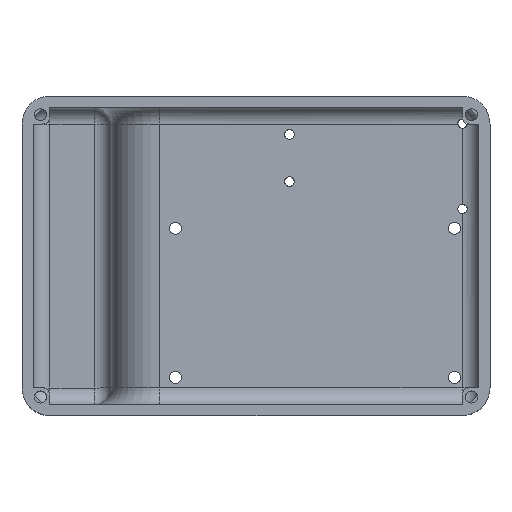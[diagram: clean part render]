
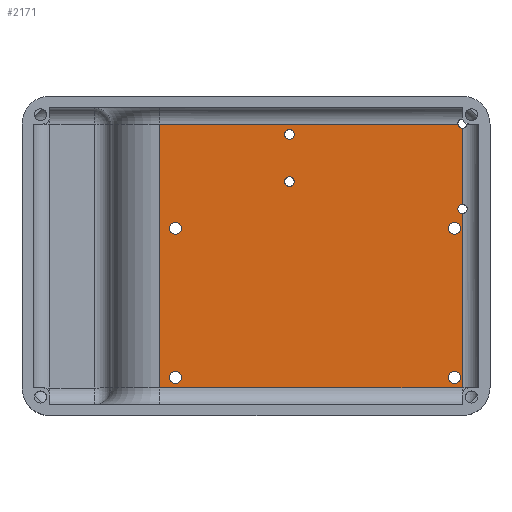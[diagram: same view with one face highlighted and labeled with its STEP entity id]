
A CAD part, top view. The second image highlights one B-rep face of the part: STEP entity #2171.
In plain terms, the highlighted planar face has unit normal (0, 0, 1).
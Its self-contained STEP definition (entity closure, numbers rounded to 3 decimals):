
#31=FACE_BOUND('',#273,.T.);
#32=FACE_BOUND('',#274,.T.);
#33=FACE_BOUND('',#275,.T.);
#34=FACE_BOUND('',#276,.T.);
#35=FACE_BOUND('',#277,.T.);
#36=FACE_BOUND('',#278,.T.);
#94=PLANE('',#2319);
#152=FACE_OUTER_BOUND('',#272,.T.);
#272=EDGE_LOOP('',(#1490,#1491,#1492,#1493,#1494,#1495,#1496));
#273=EDGE_LOOP('',(#1497));
#274=EDGE_LOOP('',(#1498));
#275=EDGE_LOOP('',(#1499));
#276=EDGE_LOOP('',(#1500));
#277=EDGE_LOOP('',(#1501));
#278=EDGE_LOOP('',(#1502));
#455=LINE('',#3457,#618);
#456=LINE('',#3460,#619);
#457=LINE('',#3462,#620);
#458=LINE('',#3463,#621);
#459=LINE('',#3464,#622);
#618=VECTOR('',#2619,10.);
#619=VECTOR('',#2622,10.);
#620=VECTOR('',#2623,10.);
#621=VECTOR('',#2624,10.);
#622=VECTOR('',#2625,10.);
#782=CIRCLE('',#2311,1.25);
#784=CIRCLE('',#2314,1.25);
#788=CIRCLE('',#2320,1.625);
#789=CIRCLE('',#2321,1.625);
#790=CIRCLE('',#2322,1.625);
#791=CIRCLE('',#2323,1.625);
#792=CIRCLE('',#2324,1.27);
#793=CIRCLE('',#2325,1.27);
#934=VERTEX_POINT('',#3313);
#935=VERTEX_POINT('',#3326);
#942=VERTEX_POINT('',#3393);
#944=VERTEX_POINT('',#3407);
#950=VERTEX_POINT('',#3455);
#951=VERTEX_POINT('',#3459);
#952=VERTEX_POINT('',#3461);
#953=VERTEX_POINT('',#3465);
#954=VERTEX_POINT('',#3467);
#955=VERTEX_POINT('',#3469);
#956=VERTEX_POINT('',#3471);
#957=VERTEX_POINT('',#3473);
#958=VERTEX_POINT('',#3475);
#1138=EDGE_CURVE('',#935,#934,#782,.T.);
#1148=EDGE_CURVE('',#944,#942,#784,.T.);
#1157=EDGE_CURVE('',#934,#950,#455,.T.);
#1158=EDGE_CURVE('',#950,#951,#456,.T.);
#1159=EDGE_CURVE('',#951,#952,#457,.T.);
#1160=EDGE_CURVE('',#952,#944,#458,.T.);
#1161=EDGE_CURVE('',#942,#935,#459,.T.);
#1162=EDGE_CURVE('',#953,#953,#788,.T.);
#1163=EDGE_CURVE('',#954,#954,#789,.T.);
#1164=EDGE_CURVE('',#955,#955,#790,.T.);
#1165=EDGE_CURVE('',#956,#956,#791,.T.);
#1166=EDGE_CURVE('',#957,#957,#792,.T.);
#1167=EDGE_CURVE('',#958,#958,#793,.T.);
#1490=ORIENTED_EDGE('',*,*,#1138,.T.);
#1491=ORIENTED_EDGE('',*,*,#1157,.T.);
#1492=ORIENTED_EDGE('',*,*,#1158,.T.);
#1493=ORIENTED_EDGE('',*,*,#1159,.T.);
#1494=ORIENTED_EDGE('',*,*,#1160,.T.);
#1495=ORIENTED_EDGE('',*,*,#1148,.T.);
#1496=ORIENTED_EDGE('',*,*,#1161,.T.);
#1497=ORIENTED_EDGE('',*,*,#1162,.T.);
#1498=ORIENTED_EDGE('',*,*,#1163,.T.);
#1499=ORIENTED_EDGE('',*,*,#1164,.T.);
#1500=ORIENTED_EDGE('',*,*,#1165,.T.);
#1501=ORIENTED_EDGE('',*,*,#1166,.T.);
#1502=ORIENTED_EDGE('',*,*,#1167,.T.);
#2171=ADVANCED_FACE('',(#152,#31,#32,#33,#34,#35,#36),#94,.F.);
#2311=AXIS2_PLACEMENT_3D('',#3327,#2600,#2601);
#2314=AXIS2_PLACEMENT_3D('',#3408,#2607,#2608);
#2319=AXIS2_PLACEMENT_3D('',#3458,#2620,#2621);
#2320=AXIS2_PLACEMENT_3D('',#3466,#2626,#2627);
#2321=AXIS2_PLACEMENT_3D('',#3468,#2628,#2629);
#2322=AXIS2_PLACEMENT_3D('',#3470,#2630,#2631);
#2323=AXIS2_PLACEMENT_3D('',#3472,#2632,#2633);
#2324=AXIS2_PLACEMENT_3D('',#3474,#2634,#2635);
#2325=AXIS2_PLACEMENT_3D('',#3476,#2636,#2637);
#2600=DIRECTION('center_axis',(0.,0.,-1.));
#2601=DIRECTION('ref_axis',(-1.,0.,0.));
#2607=DIRECTION('center_axis',(0.,0.,-1.));
#2608=DIRECTION('ref_axis',(-1.,0.,0.));
#2619=DIRECTION('',(-1.,0.,0.));
#2620=DIRECTION('center_axis',(0.,0.,-1.));
#2621=DIRECTION('ref_axis',(-1.,0.,0.));
#2622=DIRECTION('',(0.,-1.,0.));
#2623=DIRECTION('',(1.,0.,0.));
#2624=DIRECTION('',(0.,1.,0.));
#2625=DIRECTION('',(0.,1.,0.));
#2626=DIRECTION('center_axis',(0.,0.,-1.));
#2627=DIRECTION('ref_axis',(-1.,0.,0.));
#2628=DIRECTION('center_axis',(0.,0.,-1.));
#2629=DIRECTION('ref_axis',(-1.,0.,0.));
#2630=DIRECTION('center_axis',(0.,0.,-1.));
#2631=DIRECTION('ref_axis',(-1.,0.,0.));
#2632=DIRECTION('center_axis',(0.,0.,-1.));
#2633=DIRECTION('ref_axis',(-1.,0.,0.));
#2634=DIRECTION('center_axis',(0.,0.,-1.));
#2635=DIRECTION('ref_axis',(-1.,0.,0.));
#2636=DIRECTION('center_axis',(0.,0.,-1.));
#2637=DIRECTION('ref_axis',(-1.,0.,0.));
#3313=CARTESIAN_POINT('',(117.352,78.5,23.));
#3326=CARTESIAN_POINT('',(118.5,77.404,23.));
#3327=CARTESIAN_POINT('Origin',(118.593,78.651,23.));
#3393=CARTESIAN_POINT('',(118.5,56.897,23.));
#3407=CARTESIAN_POINT('',(118.5,54.404,23.));
#3408=CARTESIAN_POINT('Origin',(118.593,55.651,23.));
#3455=CARTESIAN_POINT('',(37.,78.5,23.));
#3457=CARTESIAN_POINT('',(94.5,78.5,23.));
#3458=CARTESIAN_POINT('Origin',(126.,0.,23.));
#3459=CARTESIAN_POINT('',(37.,7.5,23.));
#3460=CARTESIAN_POINT('',(37.,0.,23.));
#3461=CARTESIAN_POINT('',(118.5,7.5,23.));
#3462=CARTESIAN_POINT('',(94.5,7.5,23.));
#3463=CARTESIAN_POINT('',(118.5,0.,23.));
#3464=CARTESIAN_POINT('',(118.5,0.,23.));
#3465=CARTESIAN_POINT('',(118.093,50.464,23.));
#3466=CARTESIAN_POINT('Origin',(116.468,50.464,23.));
#3467=CARTESIAN_POINT('',(42.909,10.332,23.));
#3468=CARTESIAN_POINT('Origin',(41.284,10.332,23.));
#3469=CARTESIAN_POINT('',(118.093,10.332,23.));
#3470=CARTESIAN_POINT('Origin',(116.468,10.332,23.));
#3471=CARTESIAN_POINT('',(42.909,50.464,23.));
#3472=CARTESIAN_POINT('Origin',(41.284,50.464,23.));
#3473=CARTESIAN_POINT('',(73.26,75.736,23.));
#3474=CARTESIAN_POINT('Origin',(71.99,75.736,23.));
#3475=CARTESIAN_POINT('',(73.26,63.036,23.));
#3476=CARTESIAN_POINT('Origin',(71.99,63.036,23.));
